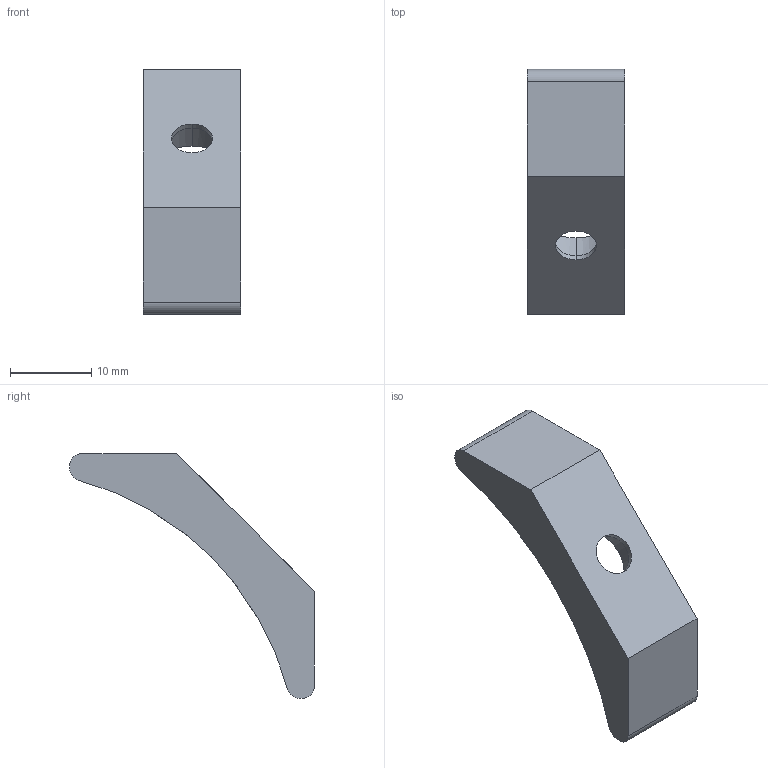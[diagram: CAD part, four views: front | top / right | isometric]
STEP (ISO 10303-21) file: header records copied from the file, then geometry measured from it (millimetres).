
FILE_DESCRIPTION(('FreeCAD Model'),'2;1');
FILE_NAME('Open CASCADE Shape Model','2025-01-06T10:06:32',(''),(''), 'Open CASCADE STEP processor 7.6','FreeCAD','Unknown');
FILE_SCHEMA(('AUTOMOTIVE_DESIGN { 1 0 10303 214 1 1 1 1 }'));
Length unit declared in the file: millimetre
Products named in the file (1): SM_BOTT_STOP_V3_P2
Bounding box: 12 x 30.11 x 30.11 mm (x, y, z)
Volume: 2682.7 mm3; surface area: 1731.7 mm2
Topology: 1 solids, 1 shells, 18 faces, 44 edges, 28 vertices
Faces by surface type: bspline 18
Entity records: 696 total; most frequent: CARTESIAN_POINT 287, ORIENTED_EDGE 88, DIRECTION 60, EDGE_CURVE 44, VERTEX_POINT 28, LINE 26, VECTOR 26, FACE_BOUND 20
